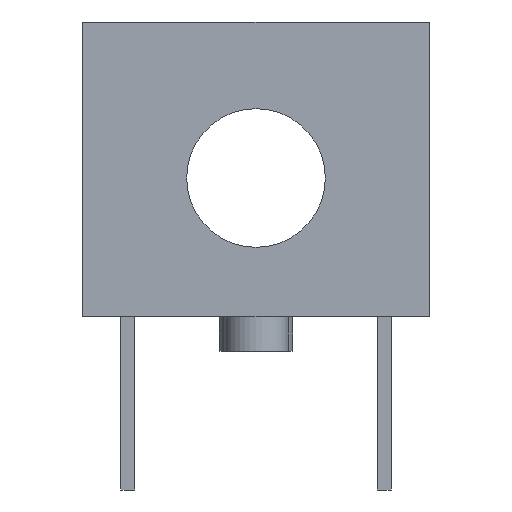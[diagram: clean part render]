
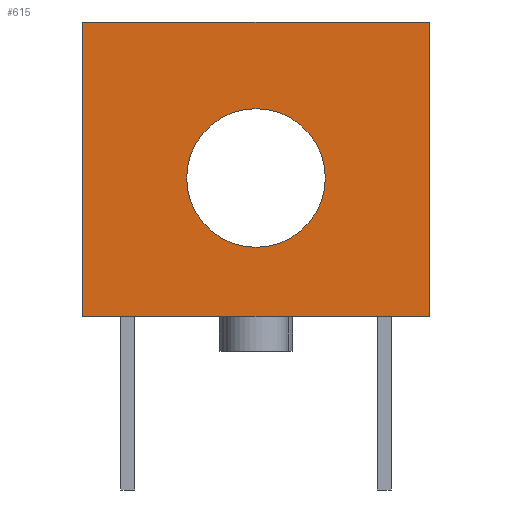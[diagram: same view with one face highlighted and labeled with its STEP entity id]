
A CAD part, front view. The second image highlights one B-rep face of the part: STEP entity #615.
In plain terms, the highlighted planar face has unit normal (0, -1, 0).
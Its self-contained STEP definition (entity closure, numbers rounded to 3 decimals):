
#1 = AXIS2_PLACEMENT_3D ( 'NONE', #2124, #311, #1111 ) ;
#10 = DIRECTION ( 'NONE',  ( -1., 0., 0. ) ) ;
#13 = FACE_BOUND ( 'NONE', #2311, .T. ) ;
#100 = ORIENTED_EDGE ( 'NONE', *, *, #1957, .T. ) ;
#130 = CARTESIAN_POINT ( 'NONE',  ( 2.5, -5.5, 0. ) ) ;
#310 = VECTOR ( 'NONE', #2335, 1000. ) ;
#311 = DIRECTION ( 'NONE',  ( 0., 1., 0. ) ) ;
#346 = EDGE_CURVE ( 'NONE', #359, #2342, #2320, .T. ) ;
#359 = VERTEX_POINT ( 'NONE', #994 ) ;
#369 = CARTESIAN_POINT ( 'NONE',  ( 2.5, -5.5, 4.25 ) ) ;
#415 = CARTESIAN_POINT ( 'NONE',  ( 0., -5.5, 2. ) ) ;
#433 = AXIS2_PLACEMENT_3D ( 'NONE', #415, #1434, #1210 ) ;
#434 = VERTEX_POINT ( 'NONE', #588 ) ;
#481 = DIRECTION ( 'NONE',  ( 0., -1., 0. ) ) ;
#563 = EDGE_LOOP ( 'NONE', ( #716, #2013, #2394, #1217 ) ) ;
#588 = CARTESIAN_POINT ( 'NONE',  ( 0., -5.5, 3. ) ) ;
#615 = ADVANCED_FACE ( 'NONE', ( #13, #1203 ), #1979, .T. ) ;
#673 = EDGE_CURVE ( 'NONE', #1778, #2342, #684, .T. ) ;
#684 = LINE ( 'NONE', #928, #1880 ) ;
#716 = ORIENTED_EDGE ( 'NONE', *, *, #673, .F. ) ;
#738 = VECTOR ( 'NONE', #10, 1000. ) ;
#767 = CARTESIAN_POINT ( 'NONE',  ( 2.5, -5.5, 0. ) ) ;
#928 = CARTESIAN_POINT ( 'NONE',  ( -2.5, -5.5, 0. ) ) ;
#978 = CIRCLE ( 'NONE', #433, 1. ) ;
#980 = VERTEX_POINT ( 'NONE', #1103 ) ;
#994 = CARTESIAN_POINT ( 'NONE',  ( 2.5, -5.5, 4.25 ) ) ;
#1103 = CARTESIAN_POINT ( 'NONE',  ( 0., -5.5, 1. ) ) ;
#1108 = DIRECTION ( 'NONE',  ( 0., 0., 1. ) ) ;
#1111 = DIRECTION ( 'NONE',  ( 0., 0., -1. ) ) ;
#1113 = EDGE_CURVE ( 'NONE', #2090, #1778, #1780, .T. ) ;
#1122 = CIRCLE ( 'NONE', #1, 1. ) ;
#1203 = FACE_OUTER_BOUND ( 'NONE', #563, .T. ) ;
#1210 = DIRECTION ( 'NONE',  ( 0., 0., -1. ) ) ;
#1217 = ORIENTED_EDGE ( 'NONE', *, *, #346, .T. ) ;
#1257 = CARTESIAN_POINT ( 'NONE',  ( -2.5, -5.5, 4.25 ) ) ;
#1275 = CARTESIAN_POINT ( 'NONE',  ( 2.5, -5.5, 0. ) ) ;
#1434 = DIRECTION ( 'NONE',  ( 0., 1., 0. ) ) ;
#1618 = EDGE_CURVE ( 'NONE', #2090, #359, #2542, .T. ) ;
#1770 = VECTOR ( 'NONE', #2104, 1000. ) ;
#1778 = VERTEX_POINT ( 'NONE', #2052 ) ;
#1780 = LINE ( 'NONE', #2169, #738 ) ;
#1880 = VECTOR ( 'NONE', #1108, 1000. ) ;
#1957 = EDGE_CURVE ( 'NONE', #434, #980, #978, .T. ) ;
#1979 = PLANE ( 'NONE',  #2246 ) ;
#2013 = ORIENTED_EDGE ( 'NONE', *, *, #1113, .F. ) ;
#2043 = DIRECTION ( 'NONE',  ( 0., 0., -1. ) ) ;
#2049 = ORIENTED_EDGE ( 'NONE', *, *, #2460, .T. ) ;
#2052 = CARTESIAN_POINT ( 'NONE',  ( -2.5, -5.5, 0. ) ) ;
#2090 = VERTEX_POINT ( 'NONE', #130 ) ;
#2104 = DIRECTION ( 'NONE',  ( 0., 0., 1. ) ) ;
#2124 = CARTESIAN_POINT ( 'NONE',  ( 0., -5.5, 2. ) ) ;
#2169 = CARTESIAN_POINT ( 'NONE',  ( 0., -5.5, 0. ) ) ;
#2246 = AXIS2_PLACEMENT_3D ( 'NONE', #1275, #481, #2043 ) ;
#2311 = EDGE_LOOP ( 'NONE', ( #2049, #100 ) ) ;
#2320 = LINE ( 'NONE', #369, #310 ) ;
#2335 = DIRECTION ( 'NONE',  ( -1., 0., 0. ) ) ;
#2342 = VERTEX_POINT ( 'NONE', #1257 ) ;
#2394 = ORIENTED_EDGE ( 'NONE', *, *, #1618, .T. ) ;
#2460 = EDGE_CURVE ( 'NONE', #980, #434, #1122, .T. ) ;
#2542 = LINE ( 'NONE', #767, #1770 ) ;
